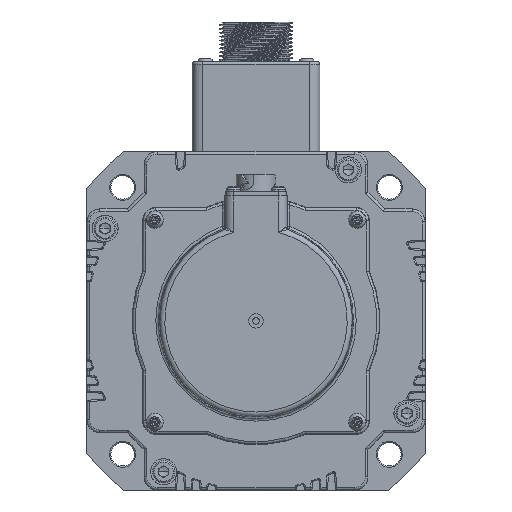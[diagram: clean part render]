
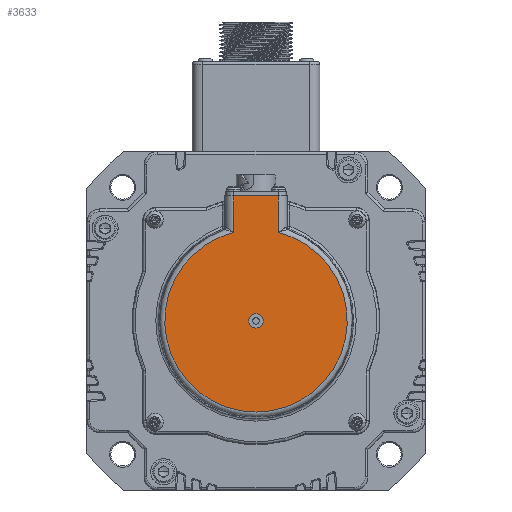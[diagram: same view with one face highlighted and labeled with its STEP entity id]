
A CAD part, front view. The second image highlights one B-rep face of the part: STEP entity #3633.
In plain terms, the highlighted planar face has unit normal (0, -1, 0).
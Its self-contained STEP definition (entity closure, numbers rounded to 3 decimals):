
#3633=ADVANCED_FACE('',(#5120,#5121),#4628,.T.);
#4628=PLANE('',#26431);
#5120=FACE_BOUND('',#6245,.T.);
#5121=FACE_BOUND('',#6246,.T.);
#6245=EDGE_LOOP('',(#12027));
#6246=EDGE_LOOP('',(#12028,#12029,#12030,#12031));
#8134=CIRCLE('',#26429,2.75);
#8135=CIRCLE('',#26430,35.056);
#12027=ORIENTED_EDGE('',*,*,#19937,.T.);
#12028=ORIENTED_EDGE('',*,*,#19938,.T.);
#12029=ORIENTED_EDGE('',*,*,#19939,.T.);
#12030=ORIENTED_EDGE('',*,*,#18224,.F.);
#12031=ORIENTED_EDGE('',*,*,#19940,.F.);
#15889=VERTEX_POINT('',#35216);
#15890=VERTEX_POINT('',#35218);
#16975=VERTEX_POINT('',#46427);
#16976=VERTEX_POINT('',#46429);
#16977=VERTEX_POINT('',#46430);
#18224=EDGE_CURVE('',#15889,#15890,#21800,.T.);
#19937=EDGE_CURVE('',#16975,#16975,#8134,.T.);
#19938=EDGE_CURVE('',#16976,#16977,#8135,.T.);
#19939=EDGE_CURVE('',#16977,#15890,#22469,.T.);
#19940=EDGE_CURVE('',#16976,#15889,#22470,.T.);
#21800=LINE('',#35217,#23357);
#22469=LINE('',#46431,#24026);
#22470=LINE('',#46432,#24027);
#23357=VECTOR('',#27831,1.);
#24026=VECTOR('',#31536,1.);
#24027=VECTOR('',#31537,1.);
#26429=AXIS2_PLACEMENT_3D('',#46426,#31532,#31533);
#26430=AXIS2_PLACEMENT_3D('',#46428,#31534,#31535);
#26431=AXIS2_PLACEMENT_3D('',#46433,#31538,#31539);
#27831=DIRECTION('',(1.,0.,0.));
#31532=DIRECTION('',(0.,1.,0.));
#31533=DIRECTION('',(0.,0.,1.));
#31534=DIRECTION('',(0.,-1.,0.));
#31535=DIRECTION('',(0.,0.,-1.));
#31536=DIRECTION('',(0.,0.,1.));
#31537=DIRECTION('',(0.,0.,1.));
#31538=DIRECTION('',(0.,-1.,0.));
#31539=DIRECTION('',(0.,0.,-1.));
#35216=CARTESIAN_POINT('',(-8.617,-19.5,-17.));
#35217=CARTESIAN_POINT('',(-8.617,-19.5,-17.));
#35218=CARTESIAN_POINT('',(8.617,-19.5,-17.));
#46426=CARTESIAN_POINT('',(0.,-19.5,-65.));
#46427=CARTESIAN_POINT('',(0.,-19.5,-62.25));
#46428=CARTESIAN_POINT('',(0.,-19.5,-65.));
#46429=CARTESIAN_POINT('',(-8.617,-19.5,-31.02));
#46430=CARTESIAN_POINT('',(8.617,-19.5,-31.02));
#46431=CARTESIAN_POINT('',(8.617,-19.5,-57.45));
#46432=CARTESIAN_POINT('',(-8.617,-19.5,-57.45));
#46433=CARTESIAN_POINT('',(0.,-19.5,-65.));
